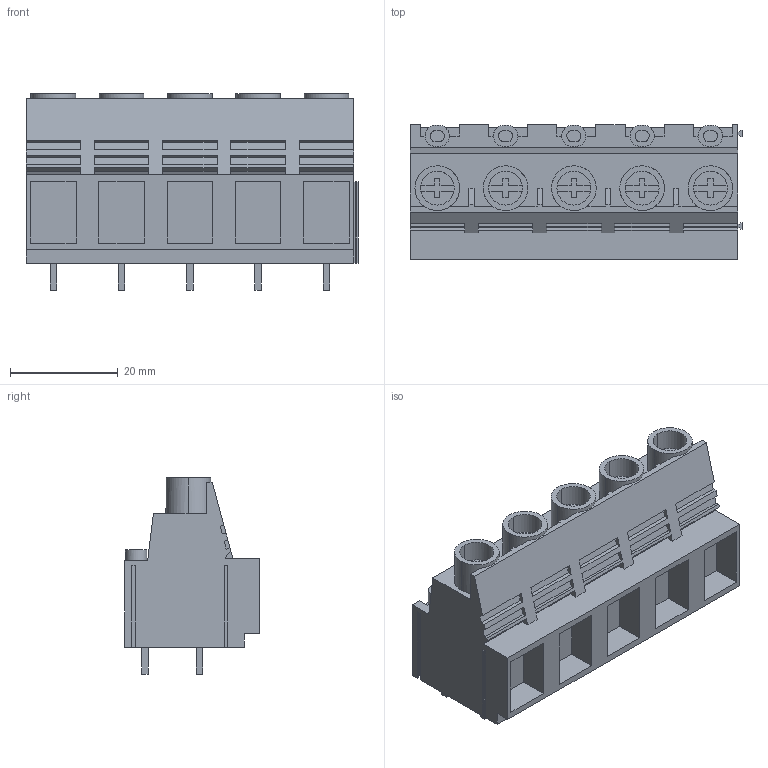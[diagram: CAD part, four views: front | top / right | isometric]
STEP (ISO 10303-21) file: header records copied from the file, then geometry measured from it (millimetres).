
FILE_DESCRIPTION(('CATIA V5 STEP Exchange','CAx-IF Rec.Pracs.--- Model Styling and Organization---1.2---2011-12-15'),'2;1');
FILE_NAME ('D1461524_0_2014420000_2014420000.stp','2018-04-09T05:39:12+00:00',('none'),('Weidmueller'),'CATIA Version 5-6 Release 2014','CATIA V5 STEP AP214','none');
FILE_SCHEMA(('AUTOMOTIVE_DESIGN { 1 0 10303 214 1 1 1 1 }'));
Length unit declared in the file: millimetre
Products named in the file (1): 2014420000
Bounding box: 61.76 x 25.07 x 36.5 mm (x, y, z)
Volume: 29133.4 mm3; surface area: 12355.7 mm2
Topology: 16 solids, 16 shells, 535 faces, 1445 edges, 968 vertices
Faces by surface type: plane 485, cylinder 50
Entity records: 15561 total; most frequent: CARTESIAN_POINT 2947, ORIENTED_EDGE 2890, DIRECTION 2064, EDGE_CURVE 1445, VECTOR 1295, LINE 1295, VERTEX_POINT 968, EDGE_LOOP 561
